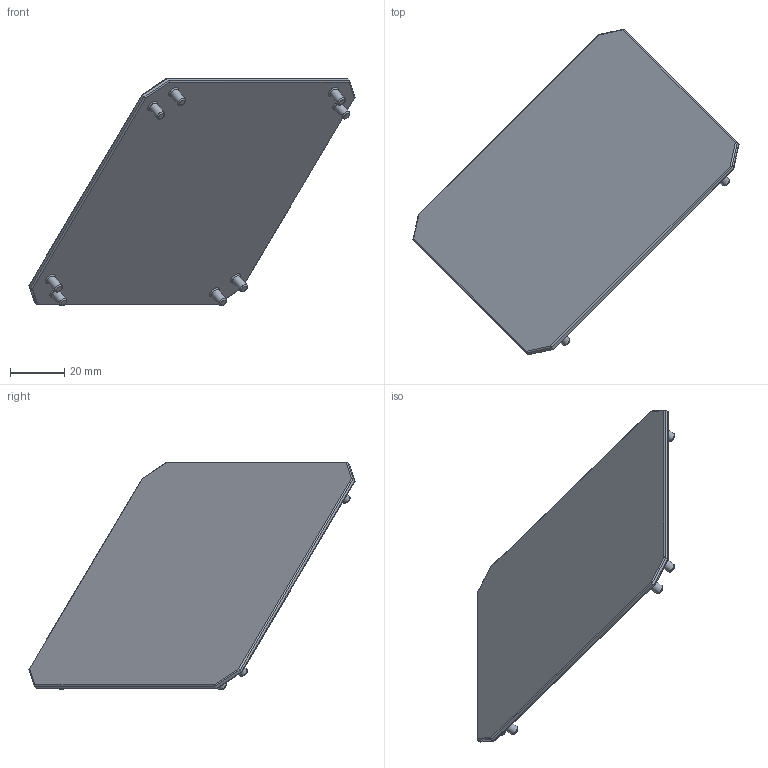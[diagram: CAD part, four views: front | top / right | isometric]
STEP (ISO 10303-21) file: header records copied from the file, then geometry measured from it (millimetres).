
FILE_DESCRIPTION(/* description */ (''),/* implementation_level */ '2;1');
FILE_NAME(/* name */ 'Mirror_cover.step',/* time_stamp */ '2026-02-20T17:20:12+01:00',/* author */ (''),/* organization */ (''),/* preprocessor_version */ 'ST-DEVELOPER v20.1',/* originating_system */ 'Autodesk Translation Framework v14.24.0.0',/* authorisation */ '');
FILE_SCHEMA (('AUTOMOTIVE_DESIGN { 1 0 10303 214 3 1 1 }'));
Length unit declared in the file: millimetre
Products named in the file (1): Mirror_cover
Bounding box: 120.29 x 120.29 x 84.06 mm (x, y, z)
Volume: 23893.9 mm3; surface area: 24633.3 mm2
Topology: 1 solids, 1 shells, 58 faces, 128 edges, 80 vertices
Faces by surface type: cylinder 24, plane 18, torus 16
Full cylindrical faces by diameter (mm): 3.4 x8
Entity records: 1657 total; most frequent: DIRECTION 326, CARTESIAN_POINT 267, ORIENTED_EDGE 256, AXIS2_PLACEMENT_3D 139, EDGE_CURVE 128, VERTEX_POINT 80, EDGE_LOOP 66, CIRCLE 64
